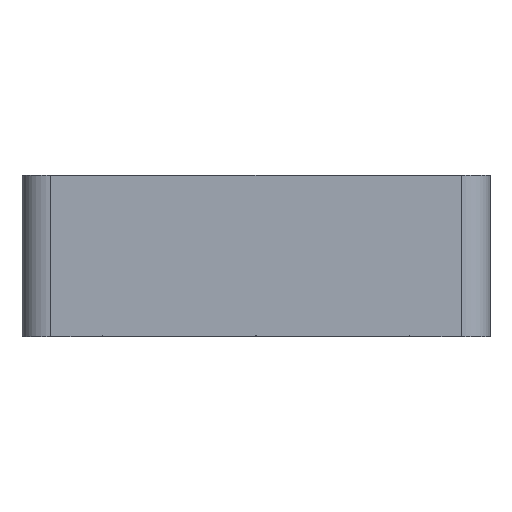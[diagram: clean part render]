
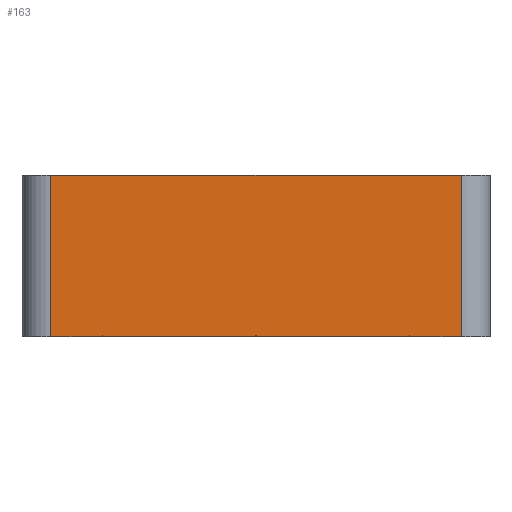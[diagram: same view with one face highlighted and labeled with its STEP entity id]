
A CAD part, left-side view. The second image highlights one B-rep face of the part: STEP entity #163.
In plain terms, the highlighted planar face has unit normal (-1, 0, 0).
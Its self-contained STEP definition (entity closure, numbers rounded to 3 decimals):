
#21 = EDGE_CURVE('',#22,#24,#26,.T.);
#22 = VERTEX_POINT('',#23);
#23 = CARTESIAN_POINT('',(-64.5,52.5,57.));
#24 = VERTEX_POINT('',#25);
#25 = CARTESIAN_POINT('',(-64.5,-54.5,57.));
#26 = LINE('',#27,#28);
#27 = CARTESIAN_POINT('',(-64.5,52.5,57.));
#28 = VECTOR('',#29,1.);
#29 = DIRECTION('',(0.,-1.,0.));
#163 = ADVANCED_FACE('',(#164),#285,.T.);
#164 = FACE_BOUND('',#165,.T.);
#165 = EDGE_LOOP('',(#166,#174,#182,#190,#198,#206,#214,#222,#230,#238,
    #246,#254,#262,#270,#278,#284));
#166 = ORIENTED_EDGE('',*,*,#167,.F.);
#167 = EDGE_CURVE('',#168,#22,#170,.T.);
#168 = VERTEX_POINT('',#169);
#169 = CARTESIAN_POINT('',(-64.5,52.5,15.));
#170 = LINE('',#171,#172);
#171 = CARTESIAN_POINT('',(-64.5,52.5,15.));
#172 = VECTOR('',#173,1.);
#173 = DIRECTION('',(0.,0.,1.));
#174 = ORIENTED_EDGE('',*,*,#175,.T.);
#175 = EDGE_CURVE('',#168,#176,#178,.T.);
#176 = VERTEX_POINT('',#177);
#177 = CARTESIAN_POINT('',(-64.5,39.05,15.));
#178 = LINE('',#179,#180);
#179 = CARTESIAN_POINT('',(-64.5,52.5,15.));
#180 = VECTOR('',#181,1.);
#181 = DIRECTION('',(0.,-1.,0.));
#182 = ORIENTED_EDGE('',*,*,#183,.F.);
#183 = EDGE_CURVE('',#184,#176,#186,.T.);
#184 = VERTEX_POINT('',#185);
#185 = CARTESIAN_POINT('',(-64.5,39.05,15.25));
#186 = LINE('',#187,#188);
#187 = CARTESIAN_POINT('',(-64.5,39.05,25.5));
#188 = VECTOR('',#189,1.);
#189 = DIRECTION('',(0.,0.,-1.));
#190 = ORIENTED_EDGE('',*,*,#191,.F.);
#191 = EDGE_CURVE('',#192,#184,#194,.T.);
#192 = VERTEX_POINT('',#193);
#193 = CARTESIAN_POINT('',(-64.5,38.95,15.25));
#194 = LINE('',#195,#196);
#195 = CARTESIAN_POINT('',(-64.5,-5.25,15.25));
#196 = VECTOR('',#197,1.);
#197 = DIRECTION('',(0.,1.,0.));
#198 = ORIENTED_EDGE('',*,*,#199,.F.);
#199 = EDGE_CURVE('',#200,#192,#202,.T.);
#200 = VERTEX_POINT('',#201);
#201 = CARTESIAN_POINT('',(-64.5,38.95,15.));
#202 = LINE('',#203,#204);
#203 = CARTESIAN_POINT('',(-64.5,38.95,25.5));
#204 = VECTOR('',#205,1.);
#205 = DIRECTION('',(0.,0.,1.));
#206 = ORIENTED_EDGE('',*,*,#207,.T.);
#207 = EDGE_CURVE('',#200,#208,#210,.T.);
#208 = VERTEX_POINT('',#209);
#209 = CARTESIAN_POINT('',(-64.5,-0.95,15.));
#210 = LINE('',#211,#212);
#211 = CARTESIAN_POINT('',(-64.5,52.5,15.));
#212 = VECTOR('',#213,1.);
#213 = DIRECTION('',(0.,-1.,0.));
#214 = ORIENTED_EDGE('',*,*,#215,.F.);
#215 = EDGE_CURVE('',#216,#208,#218,.T.);
#216 = VERTEX_POINT('',#217);
#217 = CARTESIAN_POINT('',(-64.5,-0.95,15.25));
#218 = LINE('',#219,#220);
#219 = CARTESIAN_POINT('',(-64.5,-0.95,25.5));
#220 = VECTOR('',#221,1.);
#221 = DIRECTION('',(0.,0.,-1.));
#222 = ORIENTED_EDGE('',*,*,#223,.F.);
#223 = EDGE_CURVE('',#224,#216,#226,.T.);
#224 = VERTEX_POINT('',#225);
#225 = CARTESIAN_POINT('',(-64.5,-1.05,15.25));
#226 = LINE('',#227,#228);
#227 = CARTESIAN_POINT('',(-64.5,-5.25,15.25));
#228 = VECTOR('',#229,1.);
#229 = DIRECTION('',(0.,1.,0.));
#230 = ORIENTED_EDGE('',*,*,#231,.F.);
#231 = EDGE_CURVE('',#232,#224,#234,.T.);
#232 = VERTEX_POINT('',#233);
#233 = CARTESIAN_POINT('',(-64.5,-1.05,15.));
#234 = LINE('',#235,#236);
#235 = CARTESIAN_POINT('',(-64.5,-1.05,25.5));
#236 = VECTOR('',#237,1.);
#237 = DIRECTION('',(0.,0.,1.));
#238 = ORIENTED_EDGE('',*,*,#239,.T.);
#239 = EDGE_CURVE('',#232,#240,#242,.T.);
#240 = VERTEX_POINT('',#241);
#241 = CARTESIAN_POINT('',(-64.5,-40.95,15.));
#242 = LINE('',#243,#244);
#243 = CARTESIAN_POINT('',(-64.5,52.5,15.));
#244 = VECTOR('',#245,1.);
#245 = DIRECTION('',(0.,-1.,0.));
#246 = ORIENTED_EDGE('',*,*,#247,.F.);
#247 = EDGE_CURVE('',#248,#240,#250,.T.);
#248 = VERTEX_POINT('',#249);
#249 = CARTESIAN_POINT('',(-64.5,-40.95,15.25));
#250 = LINE('',#251,#252);
#251 = CARTESIAN_POINT('',(-64.5,-40.95,25.5));
#252 = VECTOR('',#253,1.);
#253 = DIRECTION('',(0.,0.,-1.));
#254 = ORIENTED_EDGE('',*,*,#255,.F.);
#255 = EDGE_CURVE('',#256,#248,#258,.T.);
#256 = VERTEX_POINT('',#257);
#257 = CARTESIAN_POINT('',(-64.5,-41.05,15.25));
#258 = LINE('',#259,#260);
#259 = CARTESIAN_POINT('',(-64.5,-5.25,15.25));
#260 = VECTOR('',#261,1.);
#261 = DIRECTION('',(0.,1.,0.));
#262 = ORIENTED_EDGE('',*,*,#263,.F.);
#263 = EDGE_CURVE('',#264,#256,#266,.T.);
#264 = VERTEX_POINT('',#265);
#265 = CARTESIAN_POINT('',(-64.5,-41.05,15.));
#266 = LINE('',#267,#268);
#267 = CARTESIAN_POINT('',(-64.5,-41.05,25.5));
#268 = VECTOR('',#269,1.);
#269 = DIRECTION('',(0.,0.,1.));
#270 = ORIENTED_EDGE('',*,*,#271,.T.);
#271 = EDGE_CURVE('',#264,#272,#274,.T.);
#272 = VERTEX_POINT('',#273);
#273 = CARTESIAN_POINT('',(-64.5,-54.5,15.));
#274 = LINE('',#275,#276);
#275 = CARTESIAN_POINT('',(-64.5,52.5,15.));
#276 = VECTOR('',#277,1.);
#277 = DIRECTION('',(0.,-1.,0.));
#278 = ORIENTED_EDGE('',*,*,#279,.T.);
#279 = EDGE_CURVE('',#272,#24,#280,.T.);
#280 = LINE('',#281,#282);
#281 = CARTESIAN_POINT('',(-64.5,-54.5,15.));
#282 = VECTOR('',#283,1.);
#283 = DIRECTION('',(0.,0.,1.));
#284 = ORIENTED_EDGE('',*,*,#21,.F.);
#285 = PLANE('',#286);
#286 = AXIS2_PLACEMENT_3D('',#287,#288,#289);
#287 = CARTESIAN_POINT('',(-64.5,-1.,36.));
#288 = DIRECTION('',(-1.,-0.,-0.));
#289 = DIRECTION('',(0.,0.,-1.));
